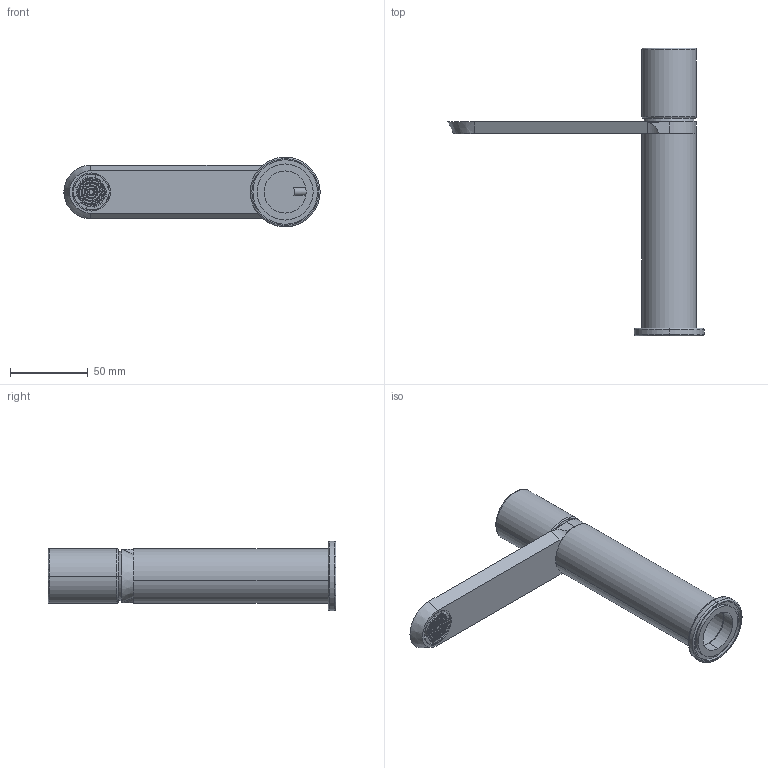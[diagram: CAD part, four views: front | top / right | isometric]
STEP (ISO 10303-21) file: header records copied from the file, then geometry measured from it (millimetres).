
FILE_DESCRIPTION (( 'STEP AP214' ), '1' );
FILE_NAME ('24030.STEP', '2023-09-14T06:52:14', ( '' ), ( '' ), 'SwSTEP 2.0', 'SolidWorks 2018', '' );
FILE_SCHEMA (( 'AUTOMOTIVE_DESIGN' ));
Length unit declared in the file: millimetre
Products named in the file (1): 24030
Bounding box: 164.7 x 185.06 x 44.9 mm (x, y, z)
Surface area: 46401.1 mm2 (no closed solid volume)
Topology: 0 solids, 7 shells, 226 faces, 636 edges, 422 vertices
Faces by surface type: cylinder 182, plane 29, torus 8, cone 5, bspline 2
Entity records: 10151 total; most frequent: DIRECTION 1464, CARTESIAN_POINT 1459, ORIENTED_EDGE 1104, EDGE_CURVE 636, AXIS2_PLACEMENT_3D 615, VERTEX_POINT 422, CIRCLE 390, EDGE_LOOP 308
